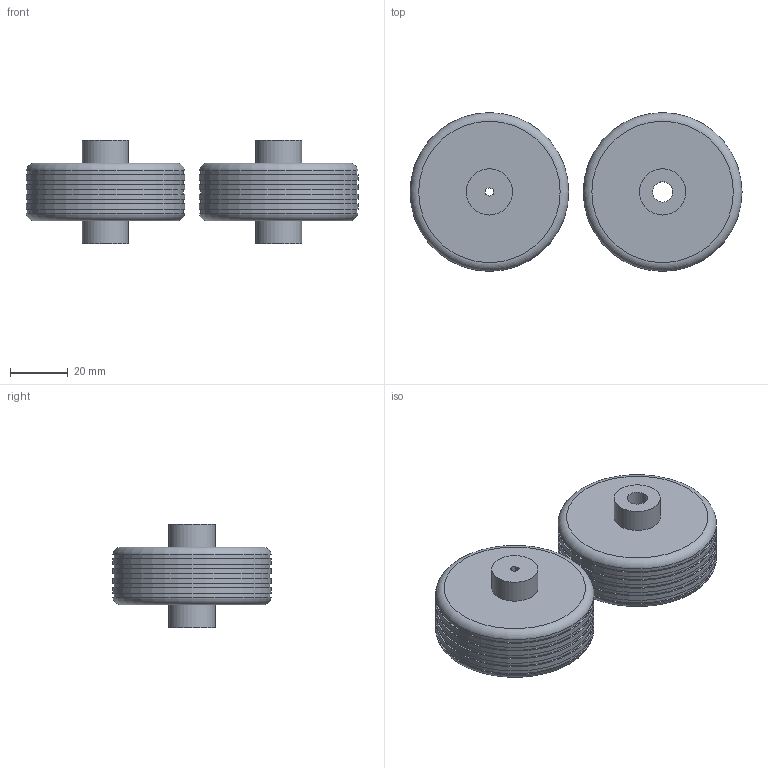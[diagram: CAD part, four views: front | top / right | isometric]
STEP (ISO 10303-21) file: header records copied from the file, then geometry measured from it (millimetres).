
FILE_DESCRIPTION(/* description */ ('STEP AP242 Edition 2','CAx-IF Rec.Pracs.---Representation and Presentation of Product Manufacturing Information (PMI)---4.0---2014-10-13','CAx-IF Rec.Pracs.---3D Tessellated Geometry---0.4---2014-09-14','2;1','CAx-IF Rec.Pracs.---User Defined Attributes---1.5---2016-08-15'),/* implementation_level */ '2;1');
FILE_NAME(/* name */ '69500b0290485649e2fa3e30',/* time_stamp */ '2025-12-27T16:36:18Z',/* author */ (''),/* organization */ (''),/* preprocessor_version */ 'ST-DEVELOPER v20',/* originating_system */ 'ONSHAPE BY PTC INC, 1.208',/* authorisation */ ' ');
FILE_SCHEMA (('AP242_MANAGED_MODEL_BASED_3D_ENGINEERING_MIM_LF { 1 0 10303 442 3 1 4 }'));
Length unit declared in the file: metre
Products named in the file (2): Part 2; Part 1
Bounding box: 115 x 55 x 36 mm (x, y, z)
Volume: 96795.1 mm3; surface area: 20006.5 mm2
Topology: 2 solids, 2 shells, 63 faces, 103 edges, 69 vertices
Faces by surface type: plane 35, cylinder 24, torus 4
Full cylindrical faces by diameter (mm): 6 x1, 7 x1, 16 x4, 54 x10, 55 x8
Entity records: 1387 total; most frequent: DIRECTION 260, CARTESIAN_POINT 207, ORIENTED_EDGE 148, AXIS2_PLACEMENT_3D 121, EDGE_LOOP 120, FACE_BOUND 120, EDGE_CURVE 74, VERTEX_POINT 68
